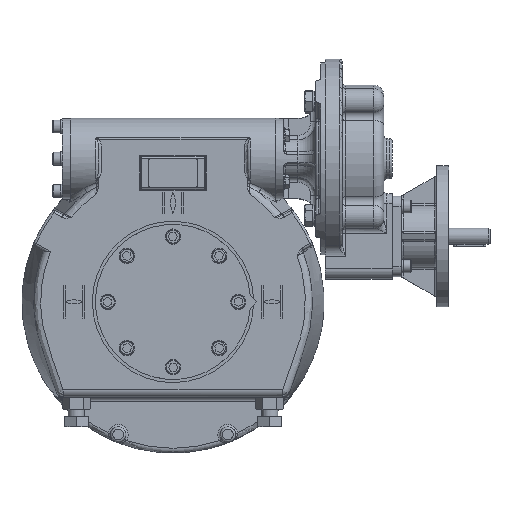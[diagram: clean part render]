
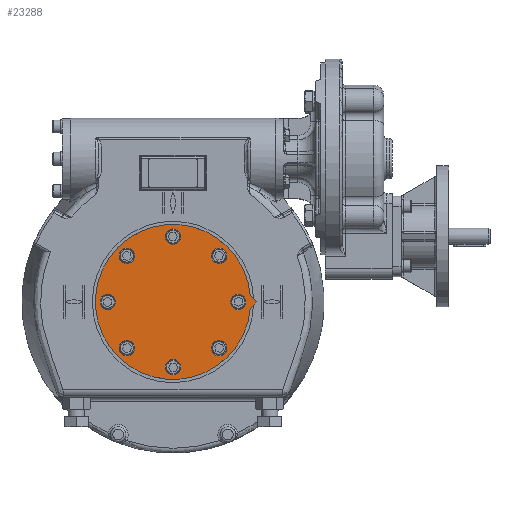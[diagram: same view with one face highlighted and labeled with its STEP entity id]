
A CAD part, top view. The second image highlights one B-rep face of the part: STEP entity #23288.
In plain terms, the highlighted planar face has unit normal (0, 0, 1).
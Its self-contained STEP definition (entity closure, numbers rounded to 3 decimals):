
#2226=CIRCLE('',#29160,96.25);
#2235=CIRCLE('',#29173,6.5);
#2236=CIRCLE('',#29174,6.5);
#2237=CIRCLE('',#29175,6.5);
#2238=CIRCLE('',#29176,6.5);
#2239=CIRCLE('',#29177,6.5);
#2240=CIRCLE('',#29178,6.5);
#2241=CIRCLE('',#29179,6.5);
#2242=CIRCLE('',#29180,6.5);
#7809=ORIENTED_EDGE('',*,*,#11821,.F.);
#7810=ORIENTED_EDGE('',*,*,#11822,.F.);
#7811=ORIENTED_EDGE('',*,*,#11823,.F.);
#7812=ORIENTED_EDGE('',*,*,#11824,.F.);
#7813=ORIENTED_EDGE('',*,*,#11825,.F.);
#7814=ORIENTED_EDGE('',*,*,#11826,.F.);
#7815=ORIENTED_EDGE('',*,*,#11827,.F.);
#7816=ORIENTED_EDGE('',*,*,#11828,.F.);
#7817=ORIENTED_EDGE('',*,*,#11806,.T.);
#7818=ORIENTED_EDGE('',*,*,#11810,.T.);
#7819=ORIENTED_EDGE('',*,*,#11812,.T.);
#11806=EDGE_CURVE('',#14522,#14521,#2226,.T.);
#11810=EDGE_CURVE('',#14521,#14524,#16423,.T.);
#11812=EDGE_CURVE('',#14524,#14522,#16425,.T.);
#11821=EDGE_CURVE('',#14533,#14533,#2235,.T.);
#11822=EDGE_CURVE('',#14534,#14534,#2236,.T.);
#11823=EDGE_CURVE('',#14535,#14535,#2237,.T.);
#11824=EDGE_CURVE('',#14536,#14536,#2238,.T.);
#11825=EDGE_CURVE('',#14537,#14537,#2239,.T.);
#11826=EDGE_CURVE('',#14538,#14538,#2240,.T.);
#11827=EDGE_CURVE('',#14539,#14539,#2241,.T.);
#11828=EDGE_CURVE('',#14540,#14540,#2242,.T.);
#14521=VERTEX_POINT('',#58047);
#14522=VERTEX_POINT('',#58049);
#14524=VERTEX_POINT('',#58055);
#14533=VERTEX_POINT('',#58079);
#14534=VERTEX_POINT('',#58081);
#14535=VERTEX_POINT('',#58083);
#14536=VERTEX_POINT('',#58085);
#14537=VERTEX_POINT('',#58087);
#14538=VERTEX_POINT('',#58089);
#14539=VERTEX_POINT('',#58091);
#14540=VERTEX_POINT('',#58093);
#16423=LINE('',#58056,#18196);
#16425=LINE('',#58059,#18198);
#18196=VECTOR('',#34754,1000.);
#18198=VECTOR('',#34758,1000.);
#19733=EDGE_LOOP('',(#7809));
#19734=EDGE_LOOP('',(#7810));
#19735=EDGE_LOOP('',(#7811));
#19736=EDGE_LOOP('',(#7812));
#19737=EDGE_LOOP('',(#7813));
#19738=EDGE_LOOP('',(#7814));
#19739=EDGE_LOOP('',(#7815));
#19740=EDGE_LOOP('',(#7816));
#19741=EDGE_LOOP('',(#7817,#7818,#7819));
#21338=FACE_BOUND('',#19733,.T.);
#21339=FACE_BOUND('',#19734,.T.);
#21340=FACE_BOUND('',#19735,.T.);
#21341=FACE_BOUND('',#19736,.T.);
#21342=FACE_BOUND('',#19737,.T.);
#21343=FACE_BOUND('',#19738,.T.);
#21344=FACE_BOUND('',#19739,.T.);
#21345=FACE_BOUND('',#19740,.T.);
#21346=FACE_BOUND('',#19741,.T.);
#22101=PLANE('',#29172);
#23288=ADVANCED_FACE('',(#21338,#21339,#21340,#21341,#21342,#21343,#21344,
#21345,#21346),#22101,.T.);
#29160=AXIS2_PLACEMENT_3D('',#58048,#34747,#34748);
#29172=AXIS2_PLACEMENT_3D('',#58077,#34777,#34778);
#29173=AXIS2_PLACEMENT_3D('',#58078,#34779,#34780);
#29174=AXIS2_PLACEMENT_3D('',#58080,#34781,#34782);
#29175=AXIS2_PLACEMENT_3D('',#58082,#34783,#34784);
#29176=AXIS2_PLACEMENT_3D('',#58084,#34785,#34786);
#29177=AXIS2_PLACEMENT_3D('',#58086,#34787,#34788);
#29178=AXIS2_PLACEMENT_3D('',#58088,#34789,#34790);
#29179=AXIS2_PLACEMENT_3D('',#58090,#34791,#34792);
#29180=AXIS2_PLACEMENT_3D('',#58092,#34793,#34794);
#34747=DIRECTION('',(0.,0.,1.));
#34748=DIRECTION('',(1.,0.,0.));
#34754=DIRECTION('',(0.707,0.707,0.));
#34758=DIRECTION('',(-0.707,0.707,0.));
#34777=DIRECTION('',(0.,0.,1.));
#34778=DIRECTION('',(1.,0.,0.));
#34779=DIRECTION('',(0.,0.,1.));
#34780=DIRECTION('',(0.707,0.707,0.));
#34781=DIRECTION('',(0.,0.,1.));
#34782=DIRECTION('',(0.,1.,0.));
#34783=DIRECTION('',(0.,0.,1.));
#34784=DIRECTION('',(-0.707,0.707,0.));
#34785=DIRECTION('',(0.,0.,1.));
#34786=DIRECTION('',(-1.,0.,0.));
#34787=DIRECTION('',(0.,0.,1.));
#34788=DIRECTION('',(-0.707,-0.707,0.));
#34789=DIRECTION('',(0.,0.,1.));
#34790=DIRECTION('',(0.,-1.,0.));
#34791=DIRECTION('',(0.,0.,1.));
#34792=DIRECTION('',(0.707,-0.707,0.));
#34793=DIRECTION('',(0.,0.,1.));
#34794=DIRECTION('',(1.,0.,0.));
#58047=CARTESIAN_POINT('',(95.932,-7.818,54.15));
#58048=CARTESIAN_POINT('',(0.,0.,54.15));
#58049=CARTESIAN_POINT('',(95.932,7.818,54.15));
#58055=CARTESIAN_POINT('',(103.75,0.,54.15));
#58056=CARTESIAN_POINT('',(95.932,-7.818,54.15));
#58059=CARTESIAN_POINT('',(103.75,0.,54.15));
#58077=CARTESIAN_POINT('',(0.,0.,54.15));
#58078=CARTESIAN_POINT('',(-57.276,57.276,54.15));
#58079=CARTESIAN_POINT('',(-52.679,61.872,54.15));
#58080=CARTESIAN_POINT('',(-81.,0.,54.15));
#58081=CARTESIAN_POINT('',(-81.,6.5,54.15));
#58082=CARTESIAN_POINT('',(-57.276,-57.276,54.15));
#58083=CARTESIAN_POINT('',(-61.872,-52.679,54.15));
#58084=CARTESIAN_POINT('',(0.,-81.,54.15));
#58085=CARTESIAN_POINT('',(-6.5,-81.,54.15));
#58086=CARTESIAN_POINT('',(57.276,-57.276,54.15));
#58087=CARTESIAN_POINT('',(52.679,-61.872,54.15));
#58088=CARTESIAN_POINT('',(81.,0.,54.15));
#58089=CARTESIAN_POINT('',(81.,-6.5,54.15));
#58090=CARTESIAN_POINT('',(57.276,57.276,54.15));
#58091=CARTESIAN_POINT('',(61.872,52.679,54.15));
#58092=CARTESIAN_POINT('',(0.,81.,54.15));
#58093=CARTESIAN_POINT('',(6.5,81.,54.15));
